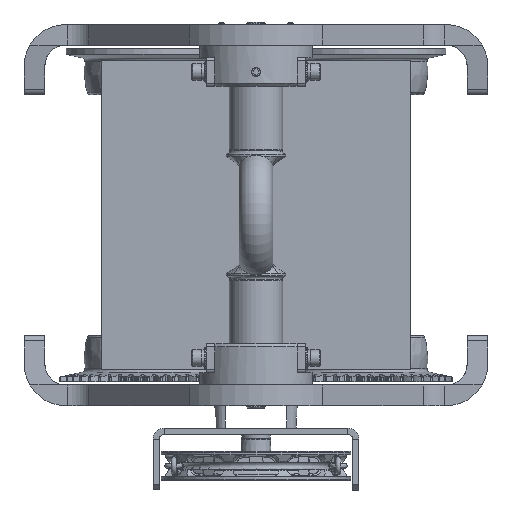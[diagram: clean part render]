
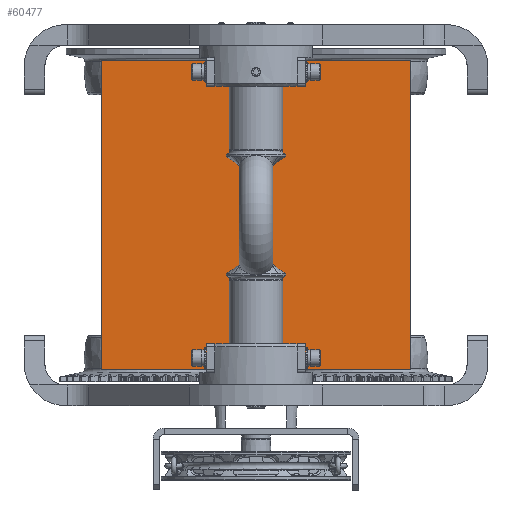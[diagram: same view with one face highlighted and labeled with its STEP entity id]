
A CAD part, front view. The second image highlights one B-rep face of the part: STEP entity #60477.
In plain terms, the highlighted planar face has unit normal (0, -1, 0).
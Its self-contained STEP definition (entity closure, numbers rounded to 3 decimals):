
#35 = LINE ( 'NONE', #58734, #36232 ) ;
#4889 = ORIENTED_EDGE ( 'NONE', *, *, #29075, .F. ) ;
#5054 = LINE ( 'NONE', #47386, #39618 ) ;
#7029 = EDGE_CURVE ( 'NONE', #33318, #56601, #35, .T. ) ;
#10110 = DIRECTION ( 'NONE',  ( 0., 0., -1. ) ) ;
#14184 = CARTESIAN_POINT ( 'NONE',  ( 150., -150., -150. ) ) ;
#14202 = VECTOR ( 'NONE', #47410, 1000. ) ;
#16857 = DIRECTION ( 'NONE',  ( 1., 0., 0. ) ) ;
#19401 = CARTESIAN_POINT ( 'NONE',  ( -150., -150., 150. ) ) ;
#19928 = DIRECTION ( 'NONE',  ( 0., -1., 0. ) ) ;
#22025 = EDGE_CURVE ( 'NONE', #39628, #33318, #27409, .T. ) ;
#22199 = ORIENTED_EDGE ( 'NONE', *, *, #22025, .T. ) ;
#24489 = CARTESIAN_POINT ( 'NONE',  ( 150., -150., 150. ) ) ;
#27409 = LINE ( 'NONE', #29792, #49137 ) ;
#27819 = LINE ( 'NONE', #62240, #14202 ) ;
#29075 = EDGE_CURVE ( 'NONE', #39628, #65569, #5054, .T. ) ;
#29792 = CARTESIAN_POINT ( 'NONE',  ( -150., -150., 150. ) ) ;
#30323 = ORIENTED_EDGE ( 'NONE', *, *, #7029, .T. ) ;
#30430 = ORIENTED_EDGE ( 'NONE', *, *, #31513, .F. ) ;
#30708 = PLANE ( 'NONE',  #61223 ) ;
#31513 = EDGE_CURVE ( 'NONE', #65569, #56601, #27819, .T. ) ;
#31773 = FACE_OUTER_BOUND ( 'NONE', #54920, .T. ) ;
#33318 = VERTEX_POINT ( 'NONE', #57341 ) ;
#36232 = VECTOR ( 'NONE', #58946, 1000. ) ;
#39618 = VECTOR ( 'NONE', #16857, 1000. ) ;
#39628 = VERTEX_POINT ( 'NONE', #19401 ) ;
#40790 = CARTESIAN_POINT ( 'NONE',  ( -150., -150., 150. ) ) ;
#44608 = DIRECTION ( 'NONE',  ( 0., 0., -1. ) ) ;
#47386 = CARTESIAN_POINT ( 'NONE',  ( -150., -150., 150. ) ) ;
#47410 = DIRECTION ( 'NONE',  ( 0., 0., -1. ) ) ;
#49137 = VECTOR ( 'NONE', #44608, 1000. ) ;
#54920 = EDGE_LOOP ( 'NONE', ( #30430, #4889, #22199, #30323 ) ) ;
#56601 = VERTEX_POINT ( 'NONE', #14184 ) ;
#57341 = CARTESIAN_POINT ( 'NONE',  ( -150., -150., -150. ) ) ;
#58734 = CARTESIAN_POINT ( 'NONE',  ( -150., -150., -150. ) ) ;
#58946 = DIRECTION ( 'NONE',  ( 1., 0., 0. ) ) ;
#60477 = ADVANCED_FACE ( 'NONE', ( #31773 ), #30708, .T. ) ;
#61223 = AXIS2_PLACEMENT_3D ( 'NONE', #40790, #19928, #10110 ) ;
#62240 = CARTESIAN_POINT ( 'NONE',  ( 150., -150., 150. ) ) ;
#65569 = VERTEX_POINT ( 'NONE', #24489 ) ;
